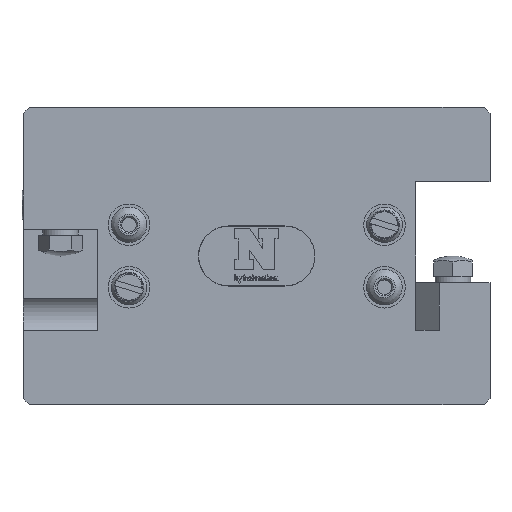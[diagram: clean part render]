
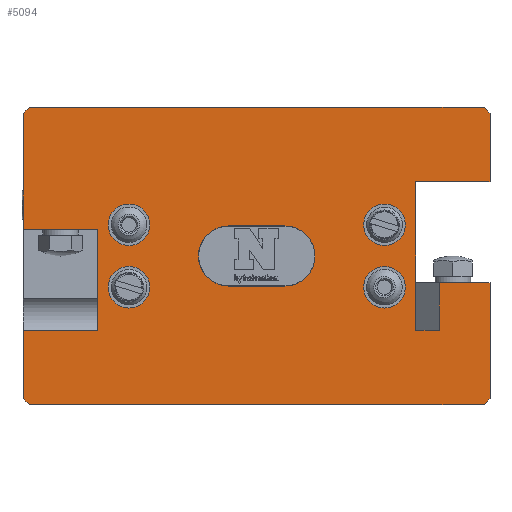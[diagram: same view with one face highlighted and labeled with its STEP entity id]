
A CAD part, left-side view. The second image highlights one B-rep face of the part: STEP entity #5094.
In plain terms, the highlighted planar face has unit normal (-1, 0, 0).
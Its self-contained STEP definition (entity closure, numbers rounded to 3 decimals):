
#158=CIRCLE('',#5185,10.1);
#160=CIRCLE('',#5189,10.1);
#166=CIRCLE('',#5199,7.);
#168=CIRCLE('',#5203,7.);
#171=CIRCLE('',#5208,7.);
#174=CIRCLE('',#5213,7.);
#1521=ORIENTED_EDGE('',*,*,#2303,.T.);
#1522=ORIENTED_EDGE('',*,*,#1734,.T.);
#1523=ORIENTED_EDGE('',*,*,#1727,.F.);
#1524=ORIENTED_EDGE('',*,*,#1731,.F.);
#1525=ORIENTED_EDGE('',*,*,#1701,.F.);
#1526=ORIENTED_EDGE('',*,*,#1751,.F.);
#1527=ORIENTED_EDGE('',*,*,#1712,.F.);
#1528=ORIENTED_EDGE('',*,*,#1750,.F.);
#1529=ORIENTED_EDGE('',*,*,#2203,.F.);
#1530=ORIENTED_EDGE('',*,*,#2213,.T.);
#1531=ORIENTED_EDGE('',*,*,#1694,.T.);
#1532=ORIENTED_EDGE('',*,*,#1739,.T.);
#1533=ORIENTED_EDGE('',*,*,#2205,.F.);
#1534=ORIENTED_EDGE('',*,*,#1747,.F.);
#1535=ORIENTED_EDGE('',*,*,#1708,.F.);
#1536=ORIENTED_EDGE('',*,*,#1753,.F.);
#1537=ORIENTED_EDGE('',*,*,#2304,.T.);
#1538=ORIENTED_EDGE('',*,*,#2299,.T.);
#1539=ORIENTED_EDGE('',*,*,#1777,.T.);
#1540=ORIENTED_EDGE('',*,*,#1772,.T.);
#1541=ORIENTED_EDGE('',*,*,#1754,.F.);
#1542=ORIENTED_EDGE('',*,*,#1764,.F.);
#1543=ORIENTED_EDGE('',*,*,#1761,.F.);
#1544=ORIENTED_EDGE('',*,*,#1758,.F.);
#1545=ORIENTED_EDGE('',*,*,#1774,.T.);
#1546=ORIENTED_EDGE('',*,*,#1780,.T.);
#1694=EDGE_CURVE('',#2369,#2375,#2854,.T.);
#1701=EDGE_CURVE('',#2382,#2383,#2856,.T.);
#1708=EDGE_CURVE('',#2389,#2390,#2861,.T.);
#1712=EDGE_CURVE('',#2393,#2394,#2865,.T.);
#1727=EDGE_CURVE('',#2404,#2405,#2880,.T.);
#1731=EDGE_CURVE('',#2383,#2404,#2884,.T.);
#1734=EDGE_CURVE('',#2408,#2405,#2887,.T.);
#1739=EDGE_CURVE('',#2375,#2411,#2892,.T.);
#1747=EDGE_CURVE('',#2390,#2419,#2895,.F.);
#1750=EDGE_CURVE('',#2420,#2393,#2898,.F.);
#1751=EDGE_CURVE('',#2394,#2382,#2899,.F.);
#1753=EDGE_CURVE('',#2421,#2389,#2901,.F.);
#1754=EDGE_CURVE('',#2422,#2423,#158,.F.);
#1758=EDGE_CURVE('',#2423,#2426,#2904,.T.);
#1761=EDGE_CURVE('',#2426,#2428,#160,.F.);
#1764=EDGE_CURVE('',#2428,#2422,#2908,.T.);
#1772=EDGE_CURVE('',#2436,#2436,#166,.T.);
#1774=EDGE_CURVE('',#2438,#2438,#168,.T.);
#1777=EDGE_CURVE('',#2441,#2441,#171,.T.);
#1780=EDGE_CURVE('',#2444,#2444,#174,.T.);
#2203=EDGE_CURVE('',#2738,#2420,#3214,.T.);
#2205=EDGE_CURVE('',#2419,#2411,#3216,.T.);
#2213=EDGE_CURVE('',#2738,#2369,#3222,.T.);
#2299=EDGE_CURVE('',#2802,#2803,#3275,.F.);
#2303=EDGE_CURVE('',#2803,#2408,#3279,.T.);
#2304=EDGE_CURVE('',#2421,#2802,#3280,.T.);
#2369=VERTEX_POINT('',#7075);
#2375=VERTEX_POINT('',#7086);
#2382=VERTEX_POINT('',#7106);
#2383=VERTEX_POINT('',#7108);
#2389=VERTEX_POINT('',#7122);
#2390=VERTEX_POINT('',#7124);
#2393=VERTEX_POINT('',#7131);
#2394=VERTEX_POINT('',#7133);
#2404=VERTEX_POINT('',#7160);
#2405=VERTEX_POINT('',#7162);
#2408=VERTEX_POINT('',#7173);
#2411=VERTEX_POINT('',#7183);
#2419=VERTEX_POINT('',#7205);
#2420=VERTEX_POINT('',#7209);
#2421=VERTEX_POINT('',#7215);
#2422=VERTEX_POINT('',#7219);
#2423=VERTEX_POINT('',#7220);
#2426=VERTEX_POINT('',#7228);
#2428=VERTEX_POINT('',#7234);
#2436=VERTEX_POINT('',#7257);
#2438=VERTEX_POINT('',#7263);
#2441=VERTEX_POINT('',#7271);
#2444=VERTEX_POINT('',#7279);
#2738=VERTEX_POINT('',#8507);
#2802=VERTEX_POINT('',#8748);
#2803=VERTEX_POINT('',#8749);
#2854=LINE('',#7087,#3324);
#2856=LINE('',#7107,#3326);
#2861=LINE('',#7123,#3331);
#2865=LINE('',#7132,#3335);
#2880=LINE('',#7161,#3350);
#2884=LINE('',#7169,#3354);
#2887=LINE('',#7174,#3357);
#2892=LINE('',#7185,#3362);
#2895=LINE('',#7204,#3365);
#2898=LINE('',#7210,#3368);
#2899=LINE('',#7212,#3369);
#2901=LINE('',#7216,#3371);
#2904=LINE('',#7227,#3374);
#2908=LINE('',#7239,#3378);
#3214=LINE('',#8508,#3684);
#3216=LINE('',#8510,#3686);
#3222=LINE('',#8525,#3692);
#3275=LINE('',#8747,#3745);
#3279=LINE('',#8754,#3749);
#3280=LINE('',#8755,#3750);
#3324=VECTOR('',#5644,1000.);
#3326=VECTOR('',#5668,1000.);
#3331=VECTOR('',#5681,1000.);
#3335=VECTOR('',#5687,1000.);
#3350=VECTOR('',#5708,1000.);
#3354=VECTOR('',#5714,1000.);
#3357=VECTOR('',#5719,1000.);
#3362=VECTOR('',#5728,1000.);
#3365=VECTOR('',#5751,1000.);
#3368=VECTOR('',#5756,1000.);
#3369=VECTOR('',#5759,1000.);
#3371=VECTOR('',#5763,1000.);
#3374=VECTOR('',#5774,1000.);
#3378=VECTOR('',#5786,1000.);
#3684=VECTOR('',#6708,1000.);
#3686=VECTOR('',#6710,1000.);
#3692=VECTOR('',#6726,1000.);
#3745=VECTOR('',#6903,1000.);
#3749=VECTOR('',#6909,1000.);
#3750=VECTOR('',#6910,1000.);
#4145=EDGE_LOOP('',(#1521,#1522,#1523,#1524,#1525,#1526,#1527,#1528,#1529,
#1530,#1531,#1532,#1533,#1534,#1535,#1536,#1537,#1538));
#4146=EDGE_LOOP('',(#1539));
#4147=EDGE_LOOP('',(#1540));
#4148=EDGE_LOOP('',(#1541,#1542,#1543,#1544));
#4149=EDGE_LOOP('',(#1545));
#4150=EDGE_LOOP('',(#1546));
#4555=FACE_BOUND('',#4145,.T.);
#4556=FACE_BOUND('',#4146,.T.);
#4557=FACE_BOUND('',#4147,.T.);
#4558=FACE_BOUND('',#4148,.T.);
#4559=FACE_BOUND('',#4149,.T.);
#4560=FACE_BOUND('',#4150,.T.);
#4798=PLANE('',#5567);
#5094=ADVANCED_FACE('',(#4555,#4556,#4557,#4558,#4559,#4560),#4798,.F.);
#5185=AXIS2_PLACEMENT_3D('',#7218,#5766,#5767);
#5189=AXIS2_PLACEMENT_3D('',#7233,#5779,#5780);
#5199=AXIS2_PLACEMENT_3D('',#7256,#5804,#5805);
#5203=AXIS2_PLACEMENT_3D('',#7262,#5812,#5813);
#5208=AXIS2_PLACEMENT_3D('',#7270,#5822,#5823);
#5213=AXIS2_PLACEMENT_3D('',#7278,#5832,#5833);
#5567=AXIS2_PLACEMENT_3D('',#8753,#6907,#6908);
#5644=DIRECTION('',(0.,0.,-1.));
#5668=DIRECTION('',(0.,0.,-1.));
#5681=DIRECTION('',(0.,1.,0.));
#5687=DIRECTION('',(0.,-1.,0.));
#5708=DIRECTION('',(0.,0.,-1.));
#5714=DIRECTION('',(0.,1.,0.));
#5719=DIRECTION('',(0.,1.,0.));
#5728=DIRECTION('',(0.,1.,0.));
#5751=DIRECTION('',(0.,-0.707,-0.707));
#5756=DIRECTION('',(0.,0.707,-0.707));
#5759=DIRECTION('',(0.,0.707,0.707));
#5763=DIRECTION('',(0.,-0.707,0.707));
#5766=DIRECTION('',(1.,0.,0.));
#5767=DIRECTION('',(0.,1.,0.));
#5774=DIRECTION('',(0.,1.,0.));
#5779=DIRECTION('',(1.,0.,0.));
#5780=DIRECTION('',(0.,1.,0.));
#5786=DIRECTION('',(0.,-1.,0.));
#5804=DIRECTION('',(1.,0.,0.));
#5805=DIRECTION('',(0.,1.,0.));
#5812=DIRECTION('',(1.,0.,0.));
#5813=DIRECTION('',(0.,1.,0.));
#5822=DIRECTION('',(1.,0.,0.));
#5823=DIRECTION('',(0.,1.,0.));
#5832=DIRECTION('',(1.,0.,0.));
#5833=DIRECTION('',(0.,1.,0.));
#6708=DIRECTION('',(0.,0.,1.));
#6710=DIRECTION('',(0.,0.,1.));
#6726=DIRECTION('',(0.,-1.,0.));
#6903=DIRECTION('',(0.,-1.,0.));
#6907=DIRECTION('',(1.,0.,0.));
#6908=DIRECTION('',(0.,0.,1.));
#6909=DIRECTION('',(0.,0.,-1.));
#6910=DIRECTION('',(0.,0.,1.));
#7075=CARTESIAN_POINT('',(-80.,68.,9.));
#7086=CARTESIAN_POINT('',(-80.,68.,-25.));
#7087=CARTESIAN_POINT('',(-80.,68.,25.));
#7106=CARTESIAN_POINT('',(-80.,-64.,48.));
#7107=CARTESIAN_POINT('',(-80.,-64.,0.));
#7108=CARTESIAN_POINT('',(-80.,-64.,25.));
#7122=CARTESIAN_POINT('',(-80.,-62.,-50.));
#7123=CARTESIAN_POINT('',(-80.,0.,-50.));
#7124=CARTESIAN_POINT('',(-80.,91.,-50.));
#7131=CARTESIAN_POINT('',(-80.,91.,50.));
#7132=CARTESIAN_POINT('',(-80.,0.,50.));
#7133=CARTESIAN_POINT('',(-80.,-62.,50.));
#7160=CARTESIAN_POINT('',(-80.,-39.,25.));
#7161=CARTESIAN_POINT('',(-80.,-39.,25.));
#7162=CARTESIAN_POINT('',(-80.,-39.,-25.));
#7169=CARTESIAN_POINT('',(-80.,-64.,25.));
#7173=CARTESIAN_POINT('',(-80.,-47.,-25.));
#7174=CARTESIAN_POINT('',(-80.,-64.,-25.));
#7183=CARTESIAN_POINT('',(-80.,93.,-25.));
#7185=CARTESIAN_POINT('',(-80.,68.,-25.));
#7204=CARTESIAN_POINT('',(-80.,70.5,-70.5));
#7205=CARTESIAN_POINT('',(-80.,93.,-48.));
#7209=CARTESIAN_POINT('',(-80.,93.,48.));
#7210=CARTESIAN_POINT('',(-80.,70.5,70.5));
#7212=CARTESIAN_POINT('',(-80.,-56.,56.));
#7215=CARTESIAN_POINT('',(-80.,-64.,-48.));
#7216=CARTESIAN_POINT('',(-80.,-56.,-56.));
#7218=CARTESIAN_POINT('',(-80.,5.,0.));
#7219=CARTESIAN_POINT('',(-80.,5.,-10.1));
#7220=CARTESIAN_POINT('',(-80.,5.,10.1));
#7227=CARTESIAN_POINT('',(-80.,0.,10.1));
#7228=CARTESIAN_POINT('',(-80.,24.,10.1));
#7233=CARTESIAN_POINT('',(-80.,24.,0.));
#7234=CARTESIAN_POINT('',(-80.,24.,-10.1));
#7239=CARTESIAN_POINT('',(-80.,0.,-10.1));
#7256=CARTESIAN_POINT('',(-80.,57.5,-10.5));
#7257=CARTESIAN_POINT('',(-80.,64.5,-10.5));
#7262=CARTESIAN_POINT('',(-80.,57.5,10.5));
#7263=CARTESIAN_POINT('',(-80.,64.5,10.5));
#7270=CARTESIAN_POINT('',(-80.,-28.5,-10.5));
#7271=CARTESIAN_POINT('',(-80.,-21.5,-10.5));
#7278=CARTESIAN_POINT('',(-80.,-28.5,10.5));
#7279=CARTESIAN_POINT('',(-80.,-21.5,10.5));
#8507=CARTESIAN_POINT('',(-80.,93.,9.));
#8508=CARTESIAN_POINT('',(-80.,93.,9.));
#8510=CARTESIAN_POINT('',(-80.,93.,0.));
#8525=CARTESIAN_POINT('',(-80.,93.,9.));
#8747=CARTESIAN_POINT('',(-80.,-64.,-9.));
#8748=CARTESIAN_POINT('',(-80.,-64.,-9.));
#8749=CARTESIAN_POINT('',(-80.,-47.,-9.));
#8753=CARTESIAN_POINT('',(-80.,-64.,-9.));
#8754=CARTESIAN_POINT('',(-80.,-47.,-9.));
#8755=CARTESIAN_POINT('',(-80.,-64.,-9.));
